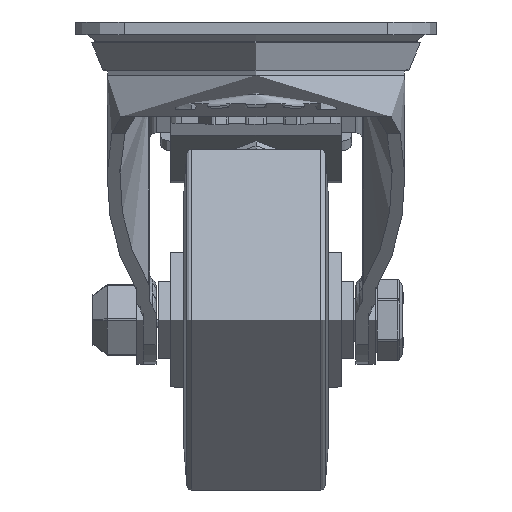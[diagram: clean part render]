
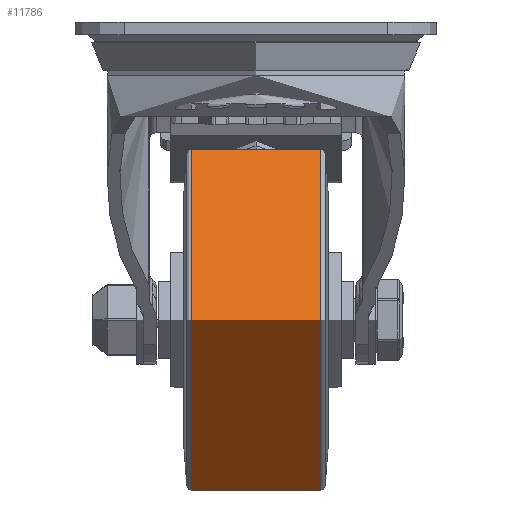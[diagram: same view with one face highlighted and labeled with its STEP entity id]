
A CAD part, left-side view. The second image highlights one B-rep face of the part: STEP entity #11786.
In plain terms, the highlighted cylindrical face has radius 40 mm (diameter 80 mm), a full revolution.
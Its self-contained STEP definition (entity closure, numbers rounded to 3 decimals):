
#1049=CYLINDRICAL_SURFACE('',#12989,40.);
#1723=LINE('',#20394,#2673);
#2673=VECTOR('',#15456,40.);
#3464=FACE_OUTER_BOUND('',#4168,.T.);
#4168=EDGE_LOOP('',(#9769,#9770,#9771,#9772));
#4793=CIRCLE('',#12988,40.);
#4794=CIRCLE('',#12990,40.);
#5645=VERTEX_POINT('',#20389);
#5646=VERTEX_POINT('',#20393);
#7096=EDGE_CURVE('',#5645,#5645,#4793,.T.);
#7097=EDGE_CURVE('',#5645,#5646,#1723,.T.);
#7098=EDGE_CURVE('',#5646,#5646,#4794,.T.);
#9769=ORIENTED_EDGE('',*,*,#7096,.F.);
#9770=ORIENTED_EDGE('',*,*,#7097,.T.);
#9771=ORIENTED_EDGE('',*,*,#7098,.T.);
#9772=ORIENTED_EDGE('',*,*,#7097,.F.);
#11786=ADVANCED_FACE('',(#3464),#1049,.T.);
#12988=AXIS2_PLACEMENT_3D('',#20391,#15452,#15453);
#12989=AXIS2_PLACEMENT_3D('',#20392,#15454,#15455);
#12990=AXIS2_PLACEMENT_3D('',#20395,#15457,#15458);
#15452=DIRECTION('center_axis',(0.,1.,0.));
#15453=DIRECTION('ref_axis',(0.,0.,
1.));
#15454=DIRECTION('center_axis',(0.,1.,0.));
#15455=DIRECTION('ref_axis',(0.,0.,
1.));
#15456=DIRECTION('',(0.,-1.,0.));
#15457=DIRECTION('center_axis',(0.,1.,0.));
#15458=DIRECTION('ref_axis',(0.,0.,
1.));
#20389=CARTESIAN_POINT('',(0.,15.272,-40.));
#20391=CARTESIAN_POINT('Origin',(0.,15.272,
0.));
#20392=CARTESIAN_POINT('Origin',(0.,0.,
0.));
#20393=CARTESIAN_POINT('',(0.,-15.273,-40.));
#20394=CARTESIAN_POINT('',(0.,0.,
-40.));
#20395=CARTESIAN_POINT('Origin',(0.,-15.273,
0.));
